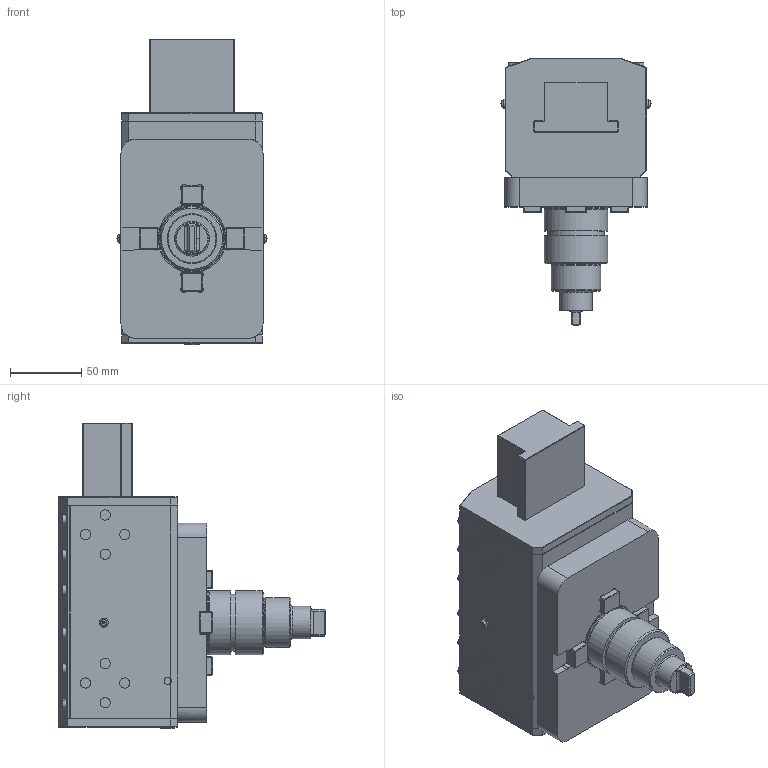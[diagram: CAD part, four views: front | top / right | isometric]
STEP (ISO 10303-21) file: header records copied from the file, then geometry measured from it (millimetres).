
FILE_DESCRIPTION (( 'STEP AP214' ), '1' );
FILE_NAME ('RRPSTRH50131UT45P.STEP', '2025-11-20T12:39:58', ( '' ), ( '' ), 'SwSTEP 2.0', 'SolidWorks 2023', '' );
FILE_SCHEMA (( 'AUTOMOTIVE_DESIGN' ));
Length unit declared in the file: millimetre
Products named in the file (1): RRPSTRH50131UT45P
Bounding box: 105.6 x 188.2 x 215.33 mm (x, y, z)
Volume: 1785038.2 mm3; surface area: 124059.8 mm2
Topology: 1 solids, 1 shells, 787 faces, 2022 edges, 1299 vertices
Faces by surface type: plane 520, cylinder 114, bspline 94, torus 34, cone 21, sphere 4
Full cylindrical faces by diameter (mm): 1.7 x1, 2.1 x1, 6.366 x1, 23 x1, 35 x1, 40.2 x1, 44.6 x1, 45 x2
Entity records: 32456 total; most frequent: CARTESIAN_POINT 10357, ORIENTED_EDGE 4000, DIRECTION 3371, EDGE_CURVE 2000, LINE 1391, VECTOR 1391, VERTEX_POINT 1296, AXIS2_PLACEMENT_3D 990
